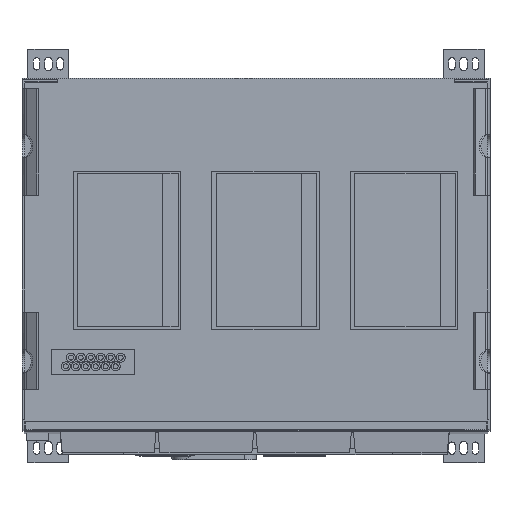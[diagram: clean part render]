
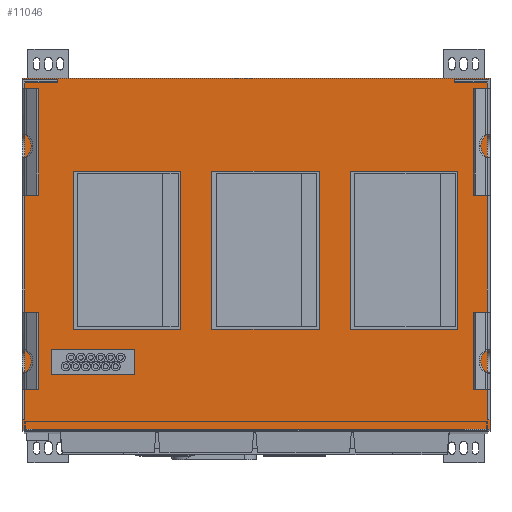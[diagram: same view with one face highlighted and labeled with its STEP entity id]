
A CAD part, top view. The second image highlights one B-rep face of the part: STEP entity #11046.
In plain terms, the highlighted planar face has unit normal (0, 0, 1).
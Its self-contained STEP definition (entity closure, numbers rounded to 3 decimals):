
#9753=FACE_BOUND('',#15746,.T.);
#9754=FACE_BOUND('',#15747,.T.);
#9755=FACE_BOUND('',#15748,.T.);
#9756=FACE_BOUND('',#15749,.T.);
#9757=FACE_BOUND('',#15750,.T.);
#9758=FACE_BOUND('',#15751,.T.);
#9759=FACE_BOUND('',#15752,.T.);
#11046=ADVANCED_FACE('',(#9753,#9754,#9755,#9756,#9757,#9758,#9759),#12619,
 .T.);
#12619=PLANE('',#40811);
#15746=EDGE_LOOP('',(#21043,#21044,#21045,#21046));
#15747=EDGE_LOOP('',(#21047,#21048,#21049,#21050));
#15748=EDGE_LOOP('',(#21051,#21052,#21053,#21054,#21055,#21056));
#15749=EDGE_LOOP('',(#21057,#21058,#21059,#21060));
#15750=EDGE_LOOP('',(#21061,#21062,#21063,#21064));
#15751=EDGE_LOOP('',(#21065,#21066,#21067,#21068));
#15752=EDGE_LOOP('',(#21069,#21070,#21071,#21072,#21073,#21074));
#21043=ORIENTED_EDGE('',*,*,#28915,.F.);
#21044=ORIENTED_EDGE('',*,*,#28926,.F.);
#21045=ORIENTED_EDGE('',*,*,#28922,.F.);
#21046=ORIENTED_EDGE('',*,*,#28925,.F.);
#21047=ORIENTED_EDGE('',*,*,#30827,.F.);
#21048=ORIENTED_EDGE('',*,*,#30815,.F.);
#21049=ORIENTED_EDGE('',*,*,#30818,.T.);
#21050=ORIENTED_EDGE('',*,*,#30819,.T.);
#21051=ORIENTED_EDGE('',*,*,#30570,.F.);
#21052=ORIENTED_EDGE('',*,*,#30802,.T.);
#21053=ORIENTED_EDGE('',*,*,#30798,.T.);
#21054=ORIENTED_EDGE('',*,*,#30794,.T.);
#21055=ORIENTED_EDGE('',*,*,#30783,.T.);
#21056=ORIENTED_EDGE('',*,*,#30793,.F.);
#21057=ORIENTED_EDGE('',*,*,#30849,.F.);
#21058=ORIENTED_EDGE('',*,*,#30842,.F.);
#21059=ORIENTED_EDGE('',*,*,#30848,.F.);
#21060=ORIENTED_EDGE('',*,*,#30847,.F.);
#21061=ORIENTED_EDGE('',*,*,#30841,.F.);
#21062=ORIENTED_EDGE('',*,*,#30834,.F.);
#21063=ORIENTED_EDGE('',*,*,#30840,.F.);
#21064=ORIENTED_EDGE('',*,*,#30839,.F.);
#21065=ORIENTED_EDGE('',*,*,#30860,.F.);
#21066=ORIENTED_EDGE('',*,*,#30851,.F.);
#21067=ORIENTED_EDGE('',*,*,#30855,.F.);
#21068=ORIENTED_EDGE('',*,*,#30858,.F.);
#21069=ORIENTED_EDGE('',*,*,#30688,.T.);
#21070=ORIENTED_EDGE('',*,*,#30574,.T.);
#21071=ORIENTED_EDGE('',*,*,#30679,.T.);
#21072=ORIENTED_EDGE('',*,*,#30670,.T.);
#21073=ORIENTED_EDGE('',*,*,#30684,.T.);
#21074=ORIENTED_EDGE('',*,*,#30680,.T.);
#25931=VERTEX_POINT('',#50903);
#25932=VERTEX_POINT('',#50904);
#25937=VERTEX_POINT('',#50918);
#25938=VERTEX_POINT('',#50919);
#27082=VERTEX_POINT('',#57774);
#27084=VERTEX_POINT('',#57777);
#27086=VERTEX_POINT('',#57783);
#27088=VERTEX_POINT('',#57786);
#27152=VERTEX_POINT('',#58123);
#27154=VERTEX_POINT('',#58126);
#27158=VERTEX_POINT('',#58144);
#27159=VERTEX_POINT('',#58145);
#27227=VERTEX_POINT('',#58498);
#27228=VERTEX_POINT('',#58499);
#27233=VERTEX_POINT('',#58519);
#27236=VERTEX_POINT('',#58527);
#27247=VERTEX_POINT('',#58558);
#27250=VERTEX_POINT('',#58563);
#27252=VERTEX_POINT('',#58569);
#27253=VERTEX_POINT('',#58573);
#27263=VERTEX_POINT('',#58601);
#27264=VERTEX_POINT('',#58602);
#27265=VERTEX_POINT('',#58607);
#27266=VERTEX_POINT('',#58609);
#27267=VERTEX_POINT('',#58617);
#27268=VERTEX_POINT('',#58618);
#27269=VERTEX_POINT('',#58623);
#27270=VERTEX_POINT('',#58625);
#27271=VERTEX_POINT('',#58633);
#27273=VERTEX_POINT('',#58636);
#27275=VERTEX_POINT('',#58642);
#27278=VERTEX_POINT('',#58649);
#28915=EDGE_CURVE('',#25931,#25932,#33108,.T.);
#28922=EDGE_CURVE('',#25937,#25938,#33115,.T.);
#28925=EDGE_CURVE('',#25932,#25937,#33118,.T.);
#28926=EDGE_CURVE('',#25938,#25931,#33119,.T.);
#30570=EDGE_CURVE('',#27082,#27084,#34497,.T.);
#30574=EDGE_CURVE('',#27088,#27086,#34501,.T.);
#30670=EDGE_CURVE('',#27154,#27152,#34557,.T.);
#30679=EDGE_CURVE('',#27086,#27154,#34566,.T.);
#30680=EDGE_CURVE('',#27158,#27159,#34567,.T.);
#30684=EDGE_CURVE('',#27152,#27158,#34571,.T.);
#30688=EDGE_CURVE('',#27159,#27088,#34574,.T.);
#30783=EDGE_CURVE('',#27227,#27228,#34628,.T.);
#30793=EDGE_CURVE('',#27084,#27228,#34638,.T.);
#30794=EDGE_CURVE('',#27233,#27227,#34639,.T.);
#30798=EDGE_CURVE('',#27236,#27233,#34642,.T.);
#30802=EDGE_CURVE('',#27082,#27236,#34645,.T.);
#30815=EDGE_CURVE('',#27250,#27247,#34658,.T.);
#30818=EDGE_CURVE('',#27250,#27252,#34661,.T.);
#30819=EDGE_CURVE('',#27252,#27253,#34662,.T.);
#30827=EDGE_CURVE('',#27247,#27253,#34670,.T.);
#30834=EDGE_CURVE('',#27263,#27264,#34677,.T.);
#30839=EDGE_CURVE('',#27266,#27265,#34682,.T.);
#30840=EDGE_CURVE('',#27265,#27263,#34683,.T.);
#30841=EDGE_CURVE('',#27264,#27266,#34684,.T.);
#30842=EDGE_CURVE('',#27267,#27268,#34685,.T.);
#30847=EDGE_CURVE('',#27270,#27269,#34690,.T.);
#30848=EDGE_CURVE('',#27269,#27267,#34691,.T.);
#30849=EDGE_CURVE('',#27268,#27270,#34692,.T.);
#30851=EDGE_CURVE('',#27271,#27273,#34694,.T.);
#30855=EDGE_CURVE('',#27275,#27271,#34698,.T.);
#30858=EDGE_CURVE('',#27278,#27275,#34701,.T.);
#30860=EDGE_CURVE('',#27273,#27278,#34703,.T.);
#33108=LINE('',#50902,#36459);
#33115=LINE('',#50917,#36466);
#33118=LINE('',#50923,#36469);
#33119=LINE('',#50925,#36470);
#34497=LINE('',#57776,#37848);
#34501=LINE('',#57785,#37852);
#34557=LINE('',#58125,#37908);
#34566=LINE('',#58141,#37917);
#34567=LINE('',#58143,#37918);
#34571=LINE('',#58152,#37922);
#34574=LINE('',#58158,#37925);
#34628=LINE('',#58497,#37979);
#34638=LINE('',#58516,#37989);
#34639=LINE('',#58518,#37990);
#34642=LINE('',#58526,#37993);
#34645=LINE('',#58534,#37996);
#34658=LINE('',#58564,#38009);
#34661=LINE('',#58570,#38012);
#34662=LINE('',#58572,#38013);
#34670=LINE('',#58587,#38021);
#34677=LINE('',#58600,#38028);
#34682=LINE('',#58610,#38033);
#34683=LINE('',#58612,#38034);
#34684=LINE('',#58614,#38035);
#34685=LINE('',#58616,#38036);
#34690=LINE('',#58626,#38041);
#34691=LINE('',#58628,#38042);
#34692=LINE('',#58630,#38043);
#34694=LINE('',#58635,#38045);
#34698=LINE('',#58644,#38049);
#34701=LINE('',#58650,#38052);
#34703=LINE('',#58653,#38054);
#36459=VECTOR('',#42150,1.);
#36466=VECTOR('',#42161,1.);
#36469=VECTOR('',#42166,1.);
#36470=VECTOR('',#42169,1.);
#37848=VECTOR('',#45243,1.);
#37852=VECTOR('',#45249,1.);
#37908=VECTOR('',#45385,1.);
#37917=VECTOR('',#45400,1.);
#37918=VECTOR('',#45403,1.);
#37922=VECTOR('',#45409,1.);
#37925=VECTOR('',#45416,1.);
#37979=VECTOR('',#45556,1.);
#37989=VECTOR('',#45572,1.);
#37990=VECTOR('',#45575,1.);
#37993=VECTOR('',#45582,1.);
#37996=VECTOR('',#45589,1.);
#38009=VECTOR('',#45612,1.);
#38012=VECTOR('',#45617,1.);
#38013=VECTOR('',#45620,1.);
#38021=VECTOR('',#45630,1.);
#38028=VECTOR('',#45641,1.);
#38033=VECTOR('',#45648,1.);
#38034=VECTOR('',#45651,1.);
#38035=VECTOR('',#45654,1.);
#38036=VECTOR('',#45657,1.);
#38041=VECTOR('',#45664,1.);
#38042=VECTOR('',#45667,1.);
#38043=VECTOR('',#45670,1.);
#38045=VECTOR('',#45674,1.);
#38049=VECTOR('',#45680,1.);
#38052=VECTOR('',#45685,1.);
#38054=VECTOR('',#45689,1.);
#40811=AXIS2_PLACEMENT_3D('',#58729,#45791,#45792);
#42150=DIRECTION('',(1.,0.,0.));
#42161=DIRECTION('',(-1.,0.,0.));
#42166=DIRECTION('',(0.,1.,0.));
#42169=DIRECTION('',(0.,-1.,0.));
#45243=DIRECTION('',(0.,-1.,0.));
#45249=DIRECTION('',(0.,-1.,0.));
#45385=DIRECTION('',(0.,1.,0.));
#45400=DIRECTION('',(-1.,0.,0.));
#45403=DIRECTION('',(0.,1.,0.));
#45409=DIRECTION('',(-1.,0.,0.));
#45416=DIRECTION('',(1.,0.,0.));
#45556=DIRECTION('',(0.,-1.,0.));
#45572=DIRECTION('',(1.,0.,0.));
#45575=DIRECTION('',(-1.,0.,0.));
#45582=DIRECTION('',(0.,-1.,0.));
#45589=DIRECTION('',(1.,0.,0.));
#45612=DIRECTION('',(0.,-1.,0.));
#45617=DIRECTION('',(-1.,0.,0.));
#45620=DIRECTION('',(0.,-1.,0.));
#45630=DIRECTION('',(-1.,0.,0.));
#45641=DIRECTION('',(0.,-1.,0.));
#45648=DIRECTION('',(0.,1.,0.));
#45651=DIRECTION('',(-1.,0.,0.));
#45654=DIRECTION('',(1.,0.,0.));
#45657=DIRECTION('',(0.,-1.,0.));
#45664=DIRECTION('',(0.,1.,0.));
#45667=DIRECTION('',(-1.,0.,0.));
#45670=DIRECTION('',(1.,0.,0.));
#45674=DIRECTION('',(0.,1.,0.));
#45680=DIRECTION('',(1.,0.,0.));
#45685=DIRECTION('',(0.,-1.,0.));
#45689=DIRECTION('',(-1.,0.,0.));
#45791=DIRECTION('',(0.,0.,1.));
#45792=DIRECTION('',(1.,0.,0.));
#50902=CARTESIAN_POINT('',(-1642.25,170.748,1899.5));
#50903=CARTESIAN_POINT('',(-2062.25,170.748,1899.5));
#50904=CARTESIAN_POINT('',(-1879.25,170.748,1899.5));
#50917=CARTESIAN_POINT('',(-1652.25,440.748,1899.5));
#50918=CARTESIAN_POINT('',(-1879.25,440.748,1899.5));
#50919=CARTESIAN_POINT('',(-2062.25,440.748,1899.5));
#50923=CARTESIAN_POINT('',(-1879.25,278.334,1899.5));
#50925=CARTESIAN_POINT('',(-2062.25,600.,1899.5));
#57774=CARTESIAN_POINT('',(-2149.,598.498,1899.5));
#57776=CARTESIAN_POINT('',(-2149.,600.,1899.5));
#57777=CARTESIAN_POINT('',(-2149.,16.,1899.5));
#57783=CARTESIAN_POINT('',(-1351.,16.,1899.5));
#57785=CARTESIAN_POINT('',(-1351.,16.,1899.5));
#57786=CARTESIAN_POINT('',(-1351.,598.498,1899.5));
#58123=CARTESIAN_POINT('',(-1355.,593.5,1899.5));
#58125=CARTESIAN_POINT('',(-1355.,600.,1899.5));
#58126=CARTESIAN_POINT('',(-1355.,16.,1899.5));
#58141=CARTESIAN_POINT('',(-1350.,16.,1899.5));
#58143=CARTESIAN_POINT('',(-1410.,600.,1899.5));
#58144=CARTESIAN_POINT('',(-1410.,593.5,1899.5));
#58145=CARTESIAN_POINT('',(-1410.,598.498,1899.5));
#58152=CARTESIAN_POINT('',(-1412.5,593.5,1899.5));
#58158=CARTESIAN_POINT('',(-1412.5,598.498,1899.5));
#58497=CARTESIAN_POINT('',(-2145.,300.,1899.5));
#58498=CARTESIAN_POINT('',(-2145.,593.5,1899.5));
#58499=CARTESIAN_POINT('',(-2145.,16.,1899.5));
#58516=CARTESIAN_POINT('',(-1410.,16.,1899.5));
#58518=CARTESIAN_POINT('',(-1350.,593.5,1899.5));
#58519=CARTESIAN_POINT('',(-2090.,593.5,1899.5));
#58526=CARTESIAN_POINT('',(-2090.,400.,1899.5));
#58527=CARTESIAN_POINT('',(-2090.,598.498,1899.5));
#58534=CARTESIAN_POINT('',(-1350.,598.498,1899.5));
#58558=CARTESIAN_POINT('',(-1350.,0.,1899.5));
#58563=CARTESIAN_POINT('',(-1350.,600.,1899.5));
#58564=CARTESIAN_POINT('',(-1350.,600.,1899.5));
#58569=CARTESIAN_POINT('',(-2150.,600.,1899.5));
#58570=CARTESIAN_POINT('',(0.,600.,1899.5));
#58572=CARTESIAN_POINT('',(-2150.,600.,1899.5));
#58573=CARTESIAN_POINT('',(-2150.,0.,1899.5));
#58587=CARTESIAN_POINT('',(-1350.,0.,1899.5));
#58600=CARTESIAN_POINT('',(-1825.25,600.,1899.5));
#58601=CARTESIAN_POINT('',(-1825.25,440.748,1899.5));
#58602=CARTESIAN_POINT('',(-1825.25,170.748,1899.5));
#58607=CARTESIAN_POINT('',(-1642.25,440.748,1899.5));
#58609=CARTESIAN_POINT('',(-1642.25,170.748,1899.5));
#58610=CARTESIAN_POINT('',(-1642.25,600.,1899.5));
#58612=CARTESIAN_POINT('',(-1350.,440.748,1899.5));
#58614=CARTESIAN_POINT('',(-1350.,170.748,1899.5));
#58616=CARTESIAN_POINT('',(-1588.25,600.,1899.5));
#58617=CARTESIAN_POINT('',(-1588.25,440.748,1899.5));
#58618=CARTESIAN_POINT('',(-1588.25,170.748,1899.5));
#58623=CARTESIAN_POINT('',(-1405.25,440.748,1899.5));
#58625=CARTESIAN_POINT('',(-1405.25,170.748,1899.5));
#58626=CARTESIAN_POINT('',(-1405.25,600.,1899.5));
#58628=CARTESIAN_POINT('',(-1652.25,440.748,1899.5));
#58630=CARTESIAN_POINT('',(-1642.25,170.748,1899.5));
#58633=CARTESIAN_POINT('',(-1957.25,93.,1899.5));
#58635=CARTESIAN_POINT('',(-1957.25,93.,1899.5));
#58636=CARTESIAN_POINT('',(-1957.25,137.,1899.5));
#58642=CARTESIAN_POINT('',(-2099.25,93.,1899.5));
#58644=CARTESIAN_POINT('',(-2099.25,93.,1899.5));
#58649=CARTESIAN_POINT('',(-2099.25,137.,1899.5));
#58650=CARTESIAN_POINT('',(-2099.25,152.463,1899.5));
#58653=CARTESIAN_POINT('',(-2099.25,137.,1899.5));
#58729=CARTESIAN_POINT('',(-1350.,600.,1899.5));
